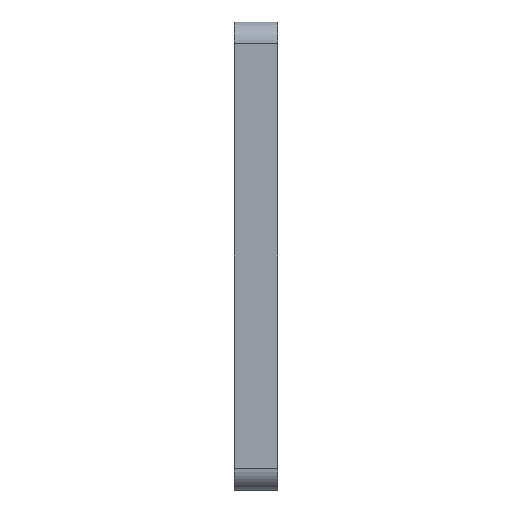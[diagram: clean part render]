
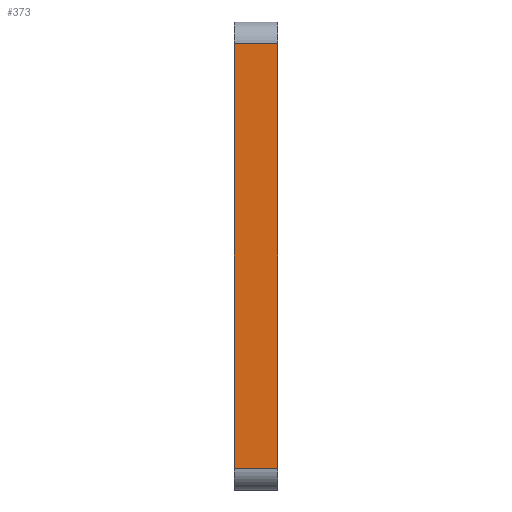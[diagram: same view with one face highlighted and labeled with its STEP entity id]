
A CAD part, left-side view. The second image highlights one B-rep face of the part: STEP entity #373.
In plain terms, the highlighted planar face has unit normal (-1, 0, 0).
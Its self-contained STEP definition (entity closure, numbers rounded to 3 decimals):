
#21 = AXIS2_PLACEMENT_3D ( 'NONE', #583, #855, #390 ) ;
#24 = ORIENTED_EDGE ( 'NONE', *, *, #188, .T. ) ;
#33 = LINE ( 'NONE', #859, #295 ) ;
#131 = EDGE_LOOP ( 'NONE', ( #668, #24, #728, #499 ) ) ;
#132 = VECTOR ( 'NONE', #238, 1000. ) ;
#188 = EDGE_CURVE ( 'NONE', #867, #626, #771, .T. ) ;
#237 = EDGE_CURVE ( 'NONE', #667, #681, #695, .T. ) ;
#238 = DIRECTION ( 'NONE',  ( 0., 1., 0. ) ) ;
#244 = CARTESIAN_POINT ( 'NONE',  ( -48., 0., -43. ) ) ;
#245 = DIRECTION ( 'NONE',  ( 0., 0., 1. ) ) ;
#295 = VECTOR ( 'NONE', #245, 1000. ) ;
#304 = EDGE_CURVE ( 'NONE', #667, #626, #652, .T. ) ;
#311 = DIRECTION ( 'NONE',  ( 0., -1., 0. ) ) ;
#321 = PLANE ( 'NONE',  #21 ) ;
#355 = EDGE_CURVE ( 'NONE', #681, #867, #33, .T. ) ;
#373 = ADVANCED_FACE ( 'NONE', ( #786 ), #321, .T. ) ;
#390 = DIRECTION ( 'NONE',  ( 0., 0., 1. ) ) ;
#421 = CARTESIAN_POINT ( 'NONE',  ( -48., 0., -41. ) ) ;
#470 = DIRECTION ( 'NONE',  ( 0., 0., 1. ) ) ;
#487 = CARTESIAN_POINT ( 'NONE',  ( -48., -4., -41. ) ) ;
#499 = ORIENTED_EDGE ( 'NONE', *, *, #237, .T. ) ;
#583 = CARTESIAN_POINT ( 'NONE',  ( -48., -4., -43. ) ) ;
#601 = CARTESIAN_POINT ( 'NONE',  ( -48., -4., -2. ) ) ;
#621 = VECTOR ( 'NONE', #470, 1000. ) ;
#626 = VERTEX_POINT ( 'NONE', #676 ) ;
#652 = LINE ( 'NONE', #244, #621 ) ;
#667 = VERTEX_POINT ( 'NONE', #421 ) ;
#668 = ORIENTED_EDGE ( 'NONE', *, *, #355, .T. ) ;
#676 = CARTESIAN_POINT ( 'NONE',  ( -48., 0., -2. ) ) ;
#681 = VERTEX_POINT ( 'NONE', #487 ) ;
#695 = LINE ( 'NONE', #767, #865 ) ;
#707 = CARTESIAN_POINT ( 'NONE',  ( -48., -4., -2. ) ) ;
#728 = ORIENTED_EDGE ( 'NONE', *, *, #304, .F. ) ;
#767 = CARTESIAN_POINT ( 'NONE',  ( -48., -4., -41. ) ) ;
#771 = LINE ( 'NONE', #707, #132 ) ;
#786 = FACE_OUTER_BOUND ( 'NONE', #131, .T. ) ;
#855 = DIRECTION ( 'NONE',  ( -1., 0., 0. ) ) ;
#859 = CARTESIAN_POINT ( 'NONE',  ( -48., -4., -43. ) ) ;
#865 = VECTOR ( 'NONE', #311, 1000. ) ;
#867 = VERTEX_POINT ( 'NONE', #601 ) ;
